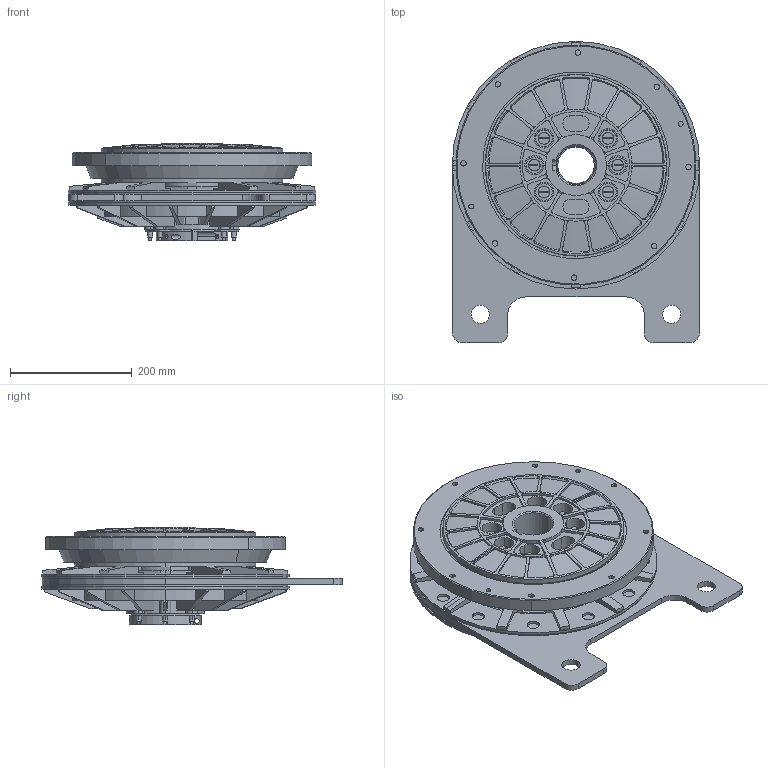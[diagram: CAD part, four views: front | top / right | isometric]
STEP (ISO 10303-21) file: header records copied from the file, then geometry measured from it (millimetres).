
FILE_DESCRIPTION (( 'STEP AP203' ), '1' );
FILE_NAME ('ACSB170.STEP', '2017-11-06T07:30:23', ( '新井重治' ), ( '小倉クラッチ' ), 'SwSTEP 2.0', 'SolidWorks 2009', '' );
FILE_SCHEMA (( 'CONFIG_CONTROL_DESIGN' ));
Length unit declared in the file: millimetre
Products named in the file (1): ACSB170
Bounding box: 407 x 495 x 160 mm (x, y, z)
Volume: 8791530.7 mm3; surface area: 1578454.7 mm2
Topology: 1 solids, 12 shells, 1850 faces, 4848 edges, 3125 vertices
Faces by surface type: cylinder 892, plane 686, cone 210, bspline 36, torus 26
Entity records: 62732 total; most frequent: CARTESIAN_POINT 15877, DIRECTION 10217, ORIENTED_EDGE 9600, EDGE_CURVE 4800, AXIS2_PLACEMENT_3D 4033, VERTEX_POINT 3125, CIRCLE 2218, EDGE_LOOP 2163
